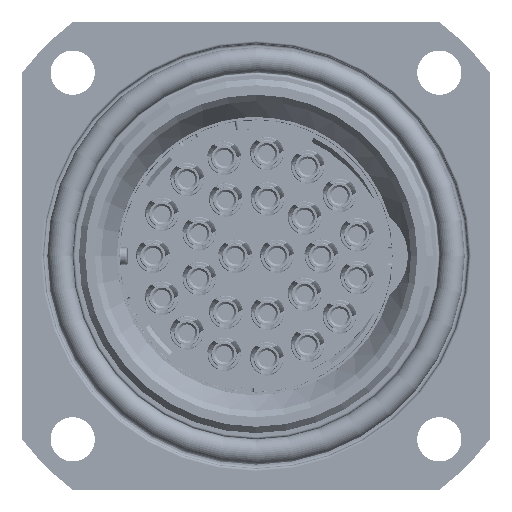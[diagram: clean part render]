
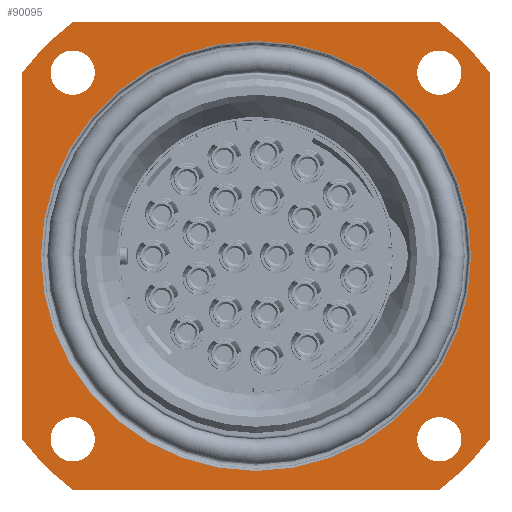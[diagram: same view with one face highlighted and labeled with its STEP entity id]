
A CAD part, left-side view. The second image highlights one B-rep face of the part: STEP entity #90095.
In plain terms, the highlighted planar face has unit normal (-1, 0, 0).
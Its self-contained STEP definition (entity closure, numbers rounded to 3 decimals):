
#2432=CARTESIAN_POINT('',(-2.5,0.,0.));
#2433=DIRECTION('',(1.,0.,0.));
#2434=DIRECTION('',(0.,1.,0.));
#2435=AXIS2_PLACEMENT_3D('',#2432,#2433,#2434);
#2447=DIRECTION('',(0.,0.,-1.));
#2448=VECTOR('',#2447,28.983);
#2449=CARTESIAN_POINT('',(-2.5,18.5,14.491));
#2450=LINE('4695',#2449,#2448);
#2451=CARTESIAN_POINT('',(-2.5,0.,0.));
#2452=DIRECTION('',(1.,0.,0.));
#2453=DIRECTION('',(0.,0.787,0.617));
#2454=AXIS2_PLACEMENT_3D('',#2451,#2452,#2453);
#2456=DIRECTION('',(0.,1.,0.));
#2457=VECTOR('',#2456,28.983);
#2458=CARTESIAN_POINT('',(-2.5,-14.491,18.5));
#2459=LINE('4698',#2458,#2457);
#2460=CARTESIAN_POINT('',(-2.5,0.,0.));
#2461=DIRECTION('',(1.,0.,0.));
#2462=DIRECTION('',(0.,-0.617,0.787));
#2463=AXIS2_PLACEMENT_3D('',#2460,#2461,#2462);
#2465=DIRECTION('',(0.,0.,1.));
#2466=VECTOR('',#2465,28.983);
#2467=CARTESIAN_POINT('',(-2.5,-18.5,-14.491));
#2468=LINE('4697',#2467,#2466);
#2469=CARTESIAN_POINT('',(-2.5,0.,0.));
#2470=DIRECTION('',(-1.,0.,0.));
#2471=DIRECTION('',(0.,-0.617,-0.787));
#2472=AXIS2_PLACEMENT_3D('',#2469,#2470,#2471);
#2474=DIRECTION('',(0.,-1.,0.));
#2475=VECTOR('',#2474,28.983);
#2476=CARTESIAN_POINT('',(-2.5,14.491,-18.5));
#2477=LINE('4696',#2476,#2475);
#2478=CARTESIAN_POINT('',(-2.5,0.,0.));
#2479=DIRECTION('',(-1.,0.,0.));
#2480=DIRECTION('',(0.,0.787,-0.617));
#2481=AXIS2_PLACEMENT_3D('',#2478,#2479,#2480);
#2483=CARTESIAN_POINT('',(-2.5,14.496,-14.496));
#2484=DIRECTION('',(-1.,0.,0.));
#2485=DIRECTION('',(0.,-1.,0.));
#2486=AXIS2_PLACEMENT_3D('',#2483,#2484,#2485);
#2488=CARTESIAN_POINT('',(-2.5,14.496,-14.496));
#2489=DIRECTION('',(-1.,0.,0.));
#2490=DIRECTION('',(0.,1.,0.));
#2491=AXIS2_PLACEMENT_3D('',#2488,#2489,#2490);
#2493=CARTESIAN_POINT('',(-2.5,14.496,14.496));
#2494=DIRECTION('',(-1.,0.,0.));
#2495=DIRECTION('',(0.,-1.,0.));
#2496=AXIS2_PLACEMENT_3D('',#2493,#2494,#2495);
#2498=CARTESIAN_POINT('',(-2.5,14.496,14.496));
#2499=DIRECTION('',(-1.,0.,0.));
#2500=DIRECTION('',(0.,1.,0.));
#2501=AXIS2_PLACEMENT_3D('',#2498,#2499,#2500);
#2503=CARTESIAN_POINT('',(-2.5,-14.496,14.496));
#2504=DIRECTION('',(-1.,0.,0.));
#2505=DIRECTION('',(0.,-1.,0.));
#2506=AXIS2_PLACEMENT_3D('',#2503,#2504,#2505);
#2508=CARTESIAN_POINT('',(-2.5,-14.496,14.496));
#2509=DIRECTION('',(-1.,0.,0.));
#2510=DIRECTION('',(0.,1.,0.));
#2511=AXIS2_PLACEMENT_3D('',#2508,#2509,#2510);
#2513=CARTESIAN_POINT('',(-2.5,-14.496,-14.496));
#2514=DIRECTION('',(-1.,0.,0.));
#2515=DIRECTION('',(0.,-1.,0.));
#2516=AXIS2_PLACEMENT_3D('',#2513,#2514,#2515);
#2518=CARTESIAN_POINT('',(-2.5,-14.496,-14.496));
#2519=DIRECTION('',(-1.,0.,0.));
#2520=DIRECTION('',(0.,1.,0.));
#2521=AXIS2_PLACEMENT_3D('',#2518,#2519,#2520);
#22089=CARTESIAN_POINT('',(-2.5,0.,0.));
#22090=DIRECTION('',(1.,0.,0.));
#22091=DIRECTION('',(0.,-1.,0.));
#22092=AXIS2_PLACEMENT_3D('',#22089,#22090,#22091);
#74618=CARTESIAN_POINT('',(-2.5,18.5,14.491));
#74619=VERTEX_POINT('',#74618);
#74620=CARTESIAN_POINT('',(-2.5,-18.5,14.491));
#74621=VERTEX_POINT('',#74620);
#74622=CARTESIAN_POINT('',(-2.5,14.491,18.5));
#74623=VERTEX_POINT('',#74622);
#74624=CARTESIAN_POINT('',(-2.5,-14.491,18.5));
#74625=VERTEX_POINT('',#74624);
#74626=CARTESIAN_POINT('',(-2.5,18.5,-14.491));
#74627=VERTEX_POINT('',#74626);
#74628=CARTESIAN_POINT('',(-2.5,14.491,-18.5));
#74629=CARTESIAN_POINT('',(-2.5,-14.491,-18.5));
#74630=VERTEX_POINT('',#74628);
#74631=VERTEX_POINT('',#74629);
#74632=CARTESIAN_POINT('',(-2.5,-18.5,-14.491));
#74633=VERTEX_POINT('',#74632);
#74638=CARTESIAN_POINT('',(-2.5,12.746,-14.496));
#74639=CARTESIAN_POINT('',(-2.5,16.246,-14.496));
#74640=VERTEX_POINT('',#74638);
#74641=VERTEX_POINT('',#74639);
#74646=CARTESIAN_POINT('',(-2.5,12.746,14.496));
#74647=CARTESIAN_POINT('',(-2.5,16.246,14.496));
#74648=VERTEX_POINT('',#74646);
#74649=VERTEX_POINT('',#74647);
#74654=CARTESIAN_POINT('',(-2.5,-16.246,14.496));
#74655=CARTESIAN_POINT('',(-2.5,-12.746,14.496));
#74656=VERTEX_POINT('',#74654);
#74657=VERTEX_POINT('',#74655);
#74662=CARTESIAN_POINT('',(-2.5,-16.246,-14.496));
#74663=CARTESIAN_POINT('',(-2.5,-12.746,-14.496));
#74664=VERTEX_POINT('',#74662);
#74665=VERTEX_POINT('',#74663);
#74682=CARTESIAN_POINT('',(-2.5,17.,0.));
#74683=CARTESIAN_POINT('',(-2.5,-17.,0.));
#74684=VERTEX_POINT('',#74682);
#74685=VERTEX_POINT('',#74683);
#90043=CARTESIAN_POINT('',(-2.5,0.,0.));
#90044=DIRECTION('',(1.,0.,0.));
#90045=DIRECTION('',(0.,-1.,0.));
#90046=AXIS2_PLACEMENT_3D('',#90043,#90044,#90045);
#90047=PLANE('324',#90046);
#90049=ORIENTED_EDGE('4695',*,*,#90048,.F.);
#90051=ORIENTED_EDGE('4705',*,*,#90050,.T.);
#90053=ORIENTED_EDGE('4698',*,*,#90052,.F.);
#90055=ORIENTED_EDGE('4706',*,*,#90054,.T.);
#90057=ORIENTED_EDGE('4697',*,*,#90056,.F.);
#90059=ORIENTED_EDGE('4710',*,*,#90058,.F.);
#90061=ORIENTED_EDGE('4696',*,*,#90060,.F.);
#90063=ORIENTED_EDGE('4709',*,*,#90062,.F.);
#90064=EDGE_LOOP('324',(#90049,#90051,#90053,#90055,#90057,#90059,#90061,
#90063));
#90065=FACE_OUTER_BOUND('324',#90064,.F.);
#90067=ORIENTED_EDGE('4713',*,*,#90066,.T.);
#90069=ORIENTED_EDGE('4714',*,*,#90068,.T.);
#90070=EDGE_LOOP('324',(#90067,#90069));
#90071=FACE_BOUND('324',#90070,.F.);
#90073=ORIENTED_EDGE('4719',*,*,#90072,.T.);
#90075=ORIENTED_EDGE('4720',*,*,#90074,.T.);
#90076=EDGE_LOOP('324',(#90073,#90075));
#90077=FACE_BOUND('324',#90076,.F.);
#90079=ORIENTED_EDGE('4725',*,*,#90078,.T.);
#90081=ORIENTED_EDGE('4726',*,*,#90080,.T.);
#90082=EDGE_LOOP('324',(#90079,#90081));
#90083=FACE_BOUND('324',#90082,.F.);
#90085=ORIENTED_EDGE('4731',*,*,#90084,.T.);
#90087=ORIENTED_EDGE('4732',*,*,#90086,.T.);
#90088=EDGE_LOOP('324',(#90085,#90087));
#90089=FACE_BOUND('324',#90088,.F.);
#90090=ORIENTED_EDGE('4751',*,*,#90026,.F.);
#90092=ORIENTED_EDGE('4753',*,*,#90091,.F.);
#90093=EDGE_LOOP('324',(#90090,#90092));
#90094=FACE_BOUND('324',#90093,.F.);
#2436=CIRCLE('4751',#2435,17.);
#2455=CIRCLE('4705',#2454,23.5);
#2464=CIRCLE('4706',#2463,23.5);
#2473=CIRCLE('4710',#2472,23.5);
#2482=CIRCLE('4709',#2481,23.5);
#2487=CIRCLE('4713',#2486,1.75);
#2492=CIRCLE('4714',#2491,1.75);
#2497=CIRCLE('4719',#2496,1.75);
#2502=CIRCLE('4720',#2501,1.75);
#2507=CIRCLE('4725',#2506,1.75);
#2512=CIRCLE('4726',#2511,1.75);
#2517=CIRCLE('4731',#2516,1.75);
#2522=CIRCLE('4732',#2521,1.75);
#22093=CIRCLE('4753',#22092,17.);
#90026=EDGE_CURVE('4751',#74684,#74685,#2436,.T.);
#90048=EDGE_CURVE('4695',#74619,#74627,#2450,.T.);
#90050=EDGE_CURVE('4705',#74619,#74623,#2455,.T.);
#90052=EDGE_CURVE('4698',#74625,#74623,#2459,.T.);
#90054=EDGE_CURVE('4706',#74625,#74621,#2464,.T.);
#90056=EDGE_CURVE('4697',#74633,#74621,#2468,.T.);
#90058=EDGE_CURVE('4710',#74631,#74633,#2473,.T.);
#90060=EDGE_CURVE('4696',#74630,#74631,#2477,.T.);
#90062=EDGE_CURVE('4709',#74627,#74630,#2482,.T.);
#90066=EDGE_CURVE('4713',#74640,#74641,#2487,.T.);
#90068=EDGE_CURVE('4714',#74641,#74640,#2492,.T.);
#90072=EDGE_CURVE('4719',#74648,#74649,#2497,.T.);
#90074=EDGE_CURVE('4720',#74649,#74648,#2502,.T.);
#90078=EDGE_CURVE('4725',#74656,#74657,#2507,.T.);
#90080=EDGE_CURVE('4726',#74657,#74656,#2512,.T.);
#90084=EDGE_CURVE('4731',#74664,#74665,#2517,.T.);
#90086=EDGE_CURVE('4732',#74665,#74664,#2522,.T.);
#90091=EDGE_CURVE('4753',#74685,#74684,#22093,.T.);
#90095=ADVANCED_FACE('324',(#90065,#90071,#90077,#90083,#90089,#90094),#90047,
.F.);
